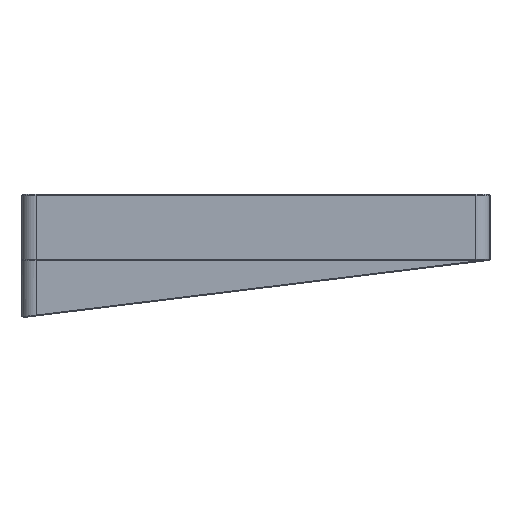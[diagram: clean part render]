
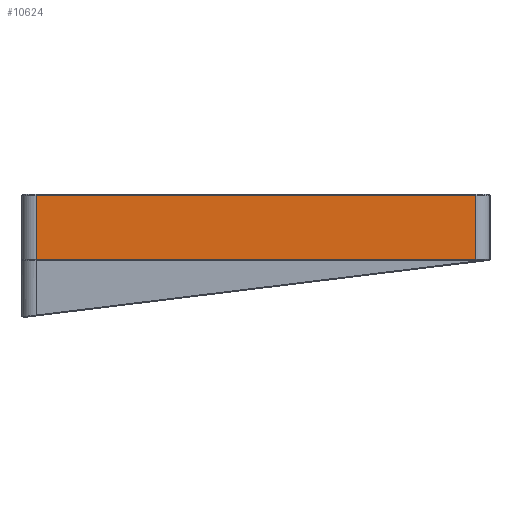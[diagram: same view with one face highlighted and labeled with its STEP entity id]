
A CAD part, left-side view. The second image highlights one B-rep face of the part: STEP entity #10624.
In plain terms, the highlighted planar face has unit normal (-1, 0, 0).
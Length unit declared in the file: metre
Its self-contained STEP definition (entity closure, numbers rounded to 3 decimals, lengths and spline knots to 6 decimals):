
#1734=ORIENTED_EDGE('',*,*,#4838,.T.);
#1735=ORIENTED_EDGE('',*,*,#4839,.T.);
#1736=ORIENTED_EDGE('',*,*,#4840,.T.);
#1737=ORIENTED_EDGE('',*,*,#4841,.T.);
#4838=EDGE_CURVE('',#6359,#6360,#7301,.F.);
#4839=EDGE_CURVE('',#6360,#6361,#7302,.T.);
#4840=EDGE_CURVE('',#6361,#6362,#7303,.T.);
#4841=EDGE_CURVE('',#6362,#6359,#7304,.T.);
#6359=VERTEX_POINT('',#17183);
#6360=VERTEX_POINT('',#17184);
#6361=VERTEX_POINT('',#17186);
#6362=VERTEX_POINT('',#17188);
#7301=LINE('',#17182,#8377);
#7302=LINE('',#17185,#8378);
#7303=LINE('',#17187,#8379);
#7304=LINE('',#17189,#8380);
#8377=VECTOR('',#13382,1.);
#8378=VECTOR('',#13383,1.);
#8379=VECTOR('',#13384,1.);
#8380=VECTOR('',#13385,1.);
#8950=EDGE_LOOP('',(#1734,#1735,#1736,#1737));
#9630=FACE_BOUND('',#8950,.T.);
#10303=PLANE('',#11436);
#10624=ADVANCED_FACE('',(#9630),#10303,.F.);
#11436=AXIS2_PLACEMENT_3D('',#17181,#13380,#13381);
#13380=DIRECTION('',(1.,0.,0.));
#13381=DIRECTION('',(0.,1.,0.));
#13382=DIRECTION('',(0.,0.,-1.));
#13383=DIRECTION('',(0.,1.,0.));
#13384=DIRECTION('',(0.,0.,-1.));
#13385=DIRECTION('',(0.,-1.,0.));
#17181=CARTESIAN_POINT('',(-0.014675,-0.025825,-0.00915));
#17182=CARTESIAN_POINT('',(-0.014675,-0.086975,-0.00915));
#17183=CARTESIAN_POINT('',(-0.014675,-0.086975,-0.01805));
#17184=CARTESIAN_POINT('',(-0.014675,-0.086975,-0.00025));
#17185=CARTESIAN_POINT('',(-0.014675,-0.025825,-0.00025));
#17186=CARTESIAN_POINT('',(-0.014675,0.035325,-0.00025));
#17187=CARTESIAN_POINT('',(-0.014675,0.035325,-0.0183));
#17188=CARTESIAN_POINT('',(-0.014675,0.035325,-0.01805));
#17189=CARTESIAN_POINT('',(-0.014675,-0.025825,-0.01805));
